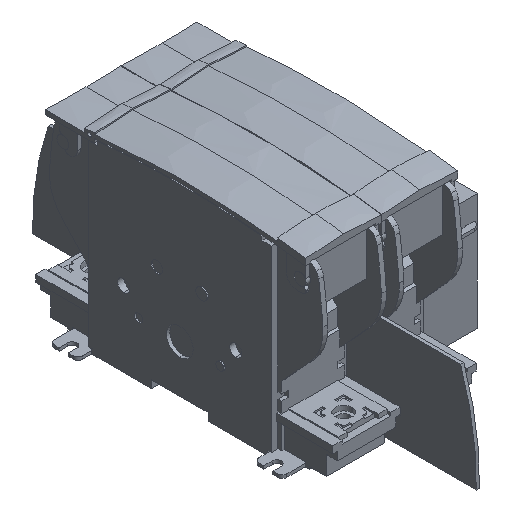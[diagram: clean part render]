
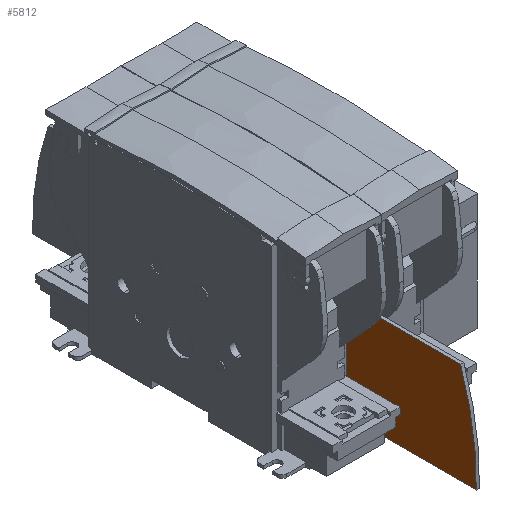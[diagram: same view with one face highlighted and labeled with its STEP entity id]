
A CAD part, isometric view. The second image highlights one B-rep face of the part: STEP entity #5812.
In plain terms, the highlighted planar face has unit normal (-1, 0, 0).
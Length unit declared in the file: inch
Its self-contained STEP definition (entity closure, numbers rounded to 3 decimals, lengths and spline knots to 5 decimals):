
#53 = EDGE_CURVE ( 'NONE', #9643, #30382, #17896, .T. ) ;
#118 = DIRECTION ( 'NONE',  ( 0., -1., 0. ) ) ;
#888 = EDGE_CURVE ( 'NONE', #21310, #9643, #39631, .T. ) ;
#993 = CARTESIAN_POINT ( 'NONE',  ( 0.94291, -2.37008, 1.19291 ) ) ;
#1531 = EDGE_LOOP ( 'NONE', ( #15615, #36921, #8666, #29949 ) ) ;
#1931 = DIRECTION ( 'NONE',  ( 0., -1., 0. ) ) ;
#5125 = AXIS2_PLACEMENT_3D ( 'NONE', #6697, #20089, #118 ) ;
#5812 = ADVANCED_FACE ( 'NONE', ( #32996 ), #39971, .T. ) ;
#6491 = CARTESIAN_POINT ( 'NONE',  ( 0.94291, -5.73296, -1.41732 ) ) ;
#6697 = CARTESIAN_POINT ( 'NONE',  ( 0.94291, -2.39567, -1.31496 ) ) ;
#7232 = LINE ( 'NONE', #16000, #31675 ) ;
#8477 = CARTESIAN_POINT ( 'NONE',  ( 0.94291, -5.32874, 1.19291 ) ) ;
#8666 = ORIENTED_EDGE ( 'NONE', *, *, #888, .F. ) ;
#9643 = VERTEX_POINT ( 'NONE', #8477 ) ;
#10491 = LINE ( 'NONE', #30987, #35950 ) ;
#12627 = DIRECTION ( 'NONE',  ( 0., 0., -1. ) ) ;
#15537 = DIRECTION ( 'NONE',  ( 0., 0., 1. ) ) ;
#15587 = CARTESIAN_POINT ( 'NONE',  ( 0.94291, 1.94278, -1.26958 ) ) ;
#15615 = ORIENTED_EDGE ( 'NONE', *, *, #18797, .T. ) ;
#15685 = DIRECTION ( 'NONE',  ( 1., 0., 0. ) ) ;
#16000 = CARTESIAN_POINT ( 'NONE',  ( 0.94291, -2.37008, 3.54365 ) ) ;
#17896 = CIRCLE ( 'NONE', #23948, 7.67717 ) ;
#18797 = EDGE_CURVE ( 'NONE', #40986, #30382, #10491, .T. ) ;
#20089 = DIRECTION ( 'NONE',  ( -1., 0., 0. ) ) ;
#21259 = DIRECTION ( 'NONE',  ( 0., -1., 0. ) ) ;
#21310 = VERTEX_POINT ( 'NONE', #993 ) ;
#21981 = VECTOR ( 'NONE', #1931, 39.37008 ) ;
#23948 = AXIS2_PLACEMENT_3D ( 'NONE', #15587, #15685, #15537 ) ;
#26292 = EDGE_CURVE ( 'NONE', #21310, #40986, #7232, .T. ) ;
#29949 = ORIENTED_EDGE ( 'NONE', *, *, #26292, .T. ) ;
#30382 = VERTEX_POINT ( 'NONE', #6491 ) ;
#30570 = CARTESIAN_POINT ( 'NONE',  ( 0.94291, -2.37008, -1.41732 ) ) ;
#30987 = CARTESIAN_POINT ( 'NONE',  ( 0.94291, 2.20866, -1.41732 ) ) ;
#31675 = VECTOR ( 'NONE', #12627, 39.37008 ) ;
#32996 = FACE_OUTER_BOUND ( 'NONE', #1531, .T. ) ;
#35950 = VECTOR ( 'NONE', #21259, 39.37008 ) ;
#36921 = ORIENTED_EDGE ( 'NONE', *, *, #53, .F. ) ;
#39631 = LINE ( 'NONE', #41642, #21981 ) ;
#39971 = PLANE ( 'NONE',  #5125 ) ;
#40986 = VERTEX_POINT ( 'NONE', #30570 ) ;
#41642 = CARTESIAN_POINT ( 'NONE',  ( 0.94291, 0., 1.19291 ) ) ;
